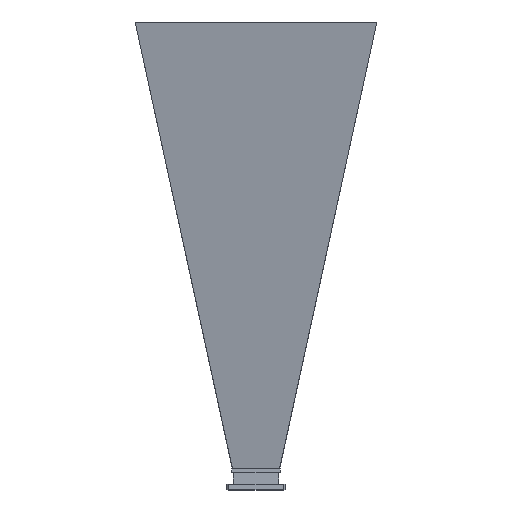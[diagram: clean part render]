
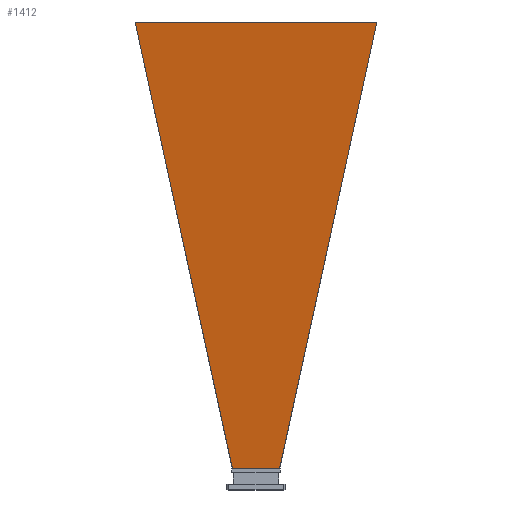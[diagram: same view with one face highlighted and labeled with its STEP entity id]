
A CAD part, top view. The second image highlights one B-rep face of the part: STEP entity #1412.
In plain terms, the highlighted planar face has unit normal (0, -0.158, 0.987).
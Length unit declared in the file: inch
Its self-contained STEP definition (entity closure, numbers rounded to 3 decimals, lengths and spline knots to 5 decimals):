
#4 = CARTESIAN_POINT ( 'NONE',  ( 0., 0.25, 0.74413 ) ) ;
#60 = VECTOR ( 'NONE', #720, 39.37008 ) ;
#114 = EDGE_CURVE ( 'NONE', #1201, #1107, #673, .T. ) ;
#262 = VERTEX_POINT ( 'NONE', #1958 ) ;
#290 = ORIENTED_EDGE ( 'NONE', *, *, #1394, .F. ) ;
#315 = DIRECTION ( 'NONE',  ( 1., 0., 0. ) ) ;
#529 = LINE ( 'NONE', #1220, #2187 ) ;
#632 = DIRECTION ( 'NONE',  ( 0., -0.158, 0.987 ) ) ;
#638 = ORIENTED_EDGE ( 'NONE', *, *, #869, .F. ) ;
#673 = LINE ( 'NONE', #1359, #60 ) ;
#706 = CARTESIAN_POINT ( 'NONE',  ( -1.54188, 0.25, 0.74413 ) ) ;
#718 = CARTESIAN_POINT ( 'NONE',  ( -7.908, 29.5, 5.428 ) ) ;
#720 = DIRECTION ( 'NONE',  ( 0.21, -0.965, -0.155 ) ) ;
#861 = CARTESIAN_POINT ( 'NONE',  ( -34.71731, 0.23761, 0.74215 ) ) ;
#869 = EDGE_CURVE ( 'NONE', #1441, #1107, #1374, .T. ) ;
#942 = EDGE_CURVE ( 'NONE', #1201, #262, #529, .T. ) ;
#1073 = EDGE_LOOP ( 'NONE', ( #638, #290, #1229, #1111 ) ) ;
#1107 = VERTEX_POINT ( 'NONE', #706 ) ;
#1111 = ORIENTED_EDGE ( 'NONE', *, *, #114, .T. ) ;
#1114 = PLANE ( 'NONE',  #2102 ) ;
#1201 = VERTEX_POINT ( 'NONE', #718 ) ;
#1220 = CARTESIAN_POINT ( 'NONE',  ( -34.71731, 29.5, 5.428 ) ) ;
#1229 = ORIENTED_EDGE ( 'NONE', *, *, #942, .F. ) ;
#1279 = LINE ( 'NONE', #1803, #1562 ) ;
#1315 = DIRECTION ( 'NONE',  ( 0., -0.987, -0.158 ) ) ;
#1359 = CARTESIAN_POINT ( 'NONE',  ( -3.00387, 6.96731, 1.81979 ) ) ;
#1374 = LINE ( 'NONE', #4, #1968 ) ;
#1394 = EDGE_CURVE ( 'NONE', #262, #1441, #1279, .T. ) ;
#1412 = ADVANCED_FACE ( 'NONE', ( #1980 ), #1114, .T. ) ;
#1441 = VERTEX_POINT ( 'NONE', #1485 ) ;
#1485 = CARTESIAN_POINT ( 'NONE',  ( 1.54188, 0.25, 0.74413 ) ) ;
#1562 = VECTOR ( 'NONE', #2151, 39.37008 ) ;
#1803 = CARTESIAN_POINT ( 'NONE',  ( 3.00387, 6.96731, 1.81979 ) ) ;
#1958 = CARTESIAN_POINT ( 'NONE',  ( 7.908, 29.5, 5.428 ) ) ;
#1968 = VECTOR ( 'NONE', #2079, 39.37008 ) ;
#1980 = FACE_OUTER_BOUND ( 'NONE', #1073, .T. ) ;
#2079 = DIRECTION ( 'NONE',  ( -1., 0., 0. ) ) ;
#2102 = AXIS2_PLACEMENT_3D ( 'NONE', #861, #632, #1315 ) ;
#2151 = DIRECTION ( 'NONE',  ( -0.21, -0.965, -0.155 ) ) ;
#2187 = VECTOR ( 'NONE', #315, 39.37008 ) ;
